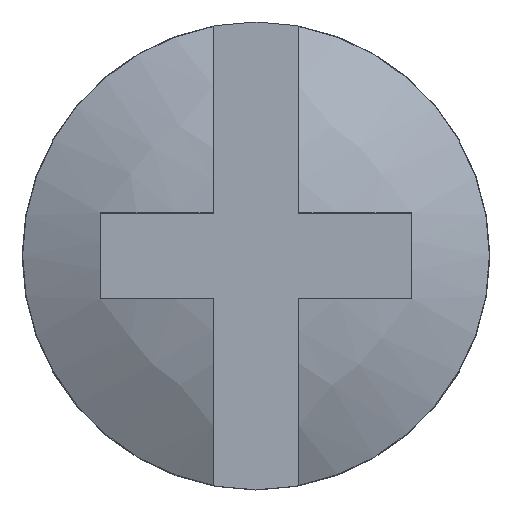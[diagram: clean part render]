
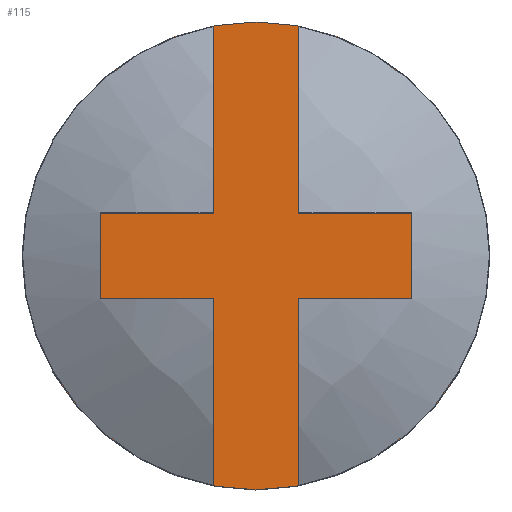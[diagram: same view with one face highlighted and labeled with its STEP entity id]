
A CAD part, top view. The second image highlights one B-rep face of the part: STEP entity #115.
In plain terms, the highlighted planar face has unit normal (0, 0, 1).
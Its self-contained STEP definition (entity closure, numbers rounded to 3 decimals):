
#35=LINE('',#528,#53);
#36=LINE('',#530,#54);
#37=LINE('',#532,#55);
#38=LINE('',#534,#56);
#39=LINE('',#536,#57);
#40=LINE('',#537,#58);
#41=LINE('',#539,#59);
#42=LINE('',#541,#60);
#43=LINE('',#543,#61);
#44=LINE('',#545,#62);
#53=VECTOR('',#436,1.);
#54=VECTOR('',#437,1.);
#55=VECTOR('',#438,1.);
#56=VECTOR('',#439,1.);
#57=VECTOR('',#440,1.);
#58=VECTOR('',#441,1.);
#59=VECTOR('',#442,1.);
#60=VECTOR('',#443,1.);
#61=VECTOR('',#444,1.);
#62=VECTOR('',#445,1.);
#75=PLANE('',#364);
#101=FACE_BOUND('',#157,.T.);
#102=FACE_BOUND('',#158,.T.);
#103=FACE_BOUND('',#159,.T.);
#115=ADVANCED_FACE('',(#101,#102,#103),#75,.T.);
#157=EDGE_LOOP('',(#197,#198,#199,#200,#201,#202));
#158=EDGE_LOOP('',(#203,#204,#205,#206,#207,#208));
#159=EDGE_LOOP('',(#209));
#197=ORIENTED_EDGE('',*,*,#291,.F.);
#198=ORIENTED_EDGE('',*,*,#296,.T.);
#199=ORIENTED_EDGE('',*,*,#297,.T.);
#200=ORIENTED_EDGE('',*,*,#298,.T.);
#201=ORIENTED_EDGE('',*,*,#299,.T.);
#202=ORIENTED_EDGE('',*,*,#300,.T.);
#203=ORIENTED_EDGE('',*,*,#277,.F.);
#204=ORIENTED_EDGE('',*,*,#301,.T.);
#205=ORIENTED_EDGE('',*,*,#302,.T.);
#206=ORIENTED_EDGE('',*,*,#303,.T.);
#207=ORIENTED_EDGE('',*,*,#304,.T.);
#208=ORIENTED_EDGE('',*,*,#305,.T.);
#209=ORIENTED_EDGE('',*,*,#283,.F.);
#248=VERTEX_POINT('',#480);
#250=VERTEX_POINT('',#483);
#255=VERTEX_POINT('',#495);
#262=VERTEX_POINT('',#516);
#264=VERTEX_POINT('',#519);
#268=VERTEX_POINT('',#529);
#269=VERTEX_POINT('',#531);
#270=VERTEX_POINT('',#533);
#271=VERTEX_POINT('',#535);
#272=VERTEX_POINT('',#538);
#273=VERTEX_POINT('',#540);
#274=VERTEX_POINT('',#542);
#275=VERTEX_POINT('',#544);
#277=EDGE_CURVE('',#248,#250,#315,.T.);
#283=EDGE_CURVE('',#255,#255,#321,.T.);
#291=EDGE_CURVE('',#262,#264,#329,.T.);
#296=EDGE_CURVE('',#262,#268,#35,.T.);
#297=EDGE_CURVE('',#268,#269,#36,.T.);
#298=EDGE_CURVE('',#269,#270,#37,.T.);
#299=EDGE_CURVE('',#270,#271,#38,.T.);
#300=EDGE_CURVE('',#271,#264,#39,.T.);
#301=EDGE_CURVE('',#248,#272,#40,.T.);
#302=EDGE_CURVE('',#272,#273,#41,.T.);
#303=EDGE_CURVE('',#273,#274,#42,.T.);
#304=EDGE_CURVE('',#274,#275,#43,.T.);
#305=EDGE_CURVE('',#275,#250,#44,.T.);
#315=CIRCLE('',#336,2.993);
#321=CIRCLE('',#343,3.);
#329=CIRCLE('',#358,2.993);
#336=AXIS2_PLACEMENT_3D('',#482,#380,#381);
#343=AXIS2_PLACEMENT_3D('',#494,#394,#395);
#358=AXIS2_PLACEMENT_3D('',#518,#424,#425);
#364=AXIS2_PLACEMENT_3D('',#546,#446,#447);
#380=DIRECTION('',(0.,0.,1.));
#381=DIRECTION('',(-1.,0.,0.));
#394=DIRECTION('',(0.,0.,-1.));
#395=DIRECTION('',(-1.,0.,0.));
#424=DIRECTION('',(0.,0.,1.));
#425=DIRECTION('',(-1.,0.,0.));
#436=DIRECTION('',(0.,-1.,0.));
#437=DIRECTION('',(-1.,0.,0.));
#438=DIRECTION('',(0.,-1.,0.));
#439=DIRECTION('',(1.,0.,0.));
#440=DIRECTION('',(0.,-1.,0.));
#441=DIRECTION('',(0.,1.,0.));
#442=DIRECTION('',(1.,0.,0.));
#443=DIRECTION('',(0.,1.,0.));
#444=DIRECTION('',(-1.,0.,0.));
#445=DIRECTION('',(0.,1.,0.));
#446=DIRECTION('',(0.,0.,1.));
#447=DIRECTION('',(1.,0.,0.));
#480=CARTESIAN_POINT('',(0.55,-2.942,29.851));
#482=CARTESIAN_POINT('',(0.,0.,29.851));
#483=CARTESIAN_POINT('',(0.55,2.942,29.851));
#494=CARTESIAN_POINT('',(0.,0.,29.851));
#495=CARTESIAN_POINT('',(-3.,0.,29.851));
#516=CARTESIAN_POINT('',(-0.55,2.942,29.851));
#518=CARTESIAN_POINT('',(0.,0.,29.851));
#519=CARTESIAN_POINT('',(-0.55,-2.942,29.851));
#528=CARTESIAN_POINT('',(-0.55,4.,29.851));
#529=CARTESIAN_POINT('',(-0.55,0.55,29.851));
#530=CARTESIAN_POINT('',(-0.55,0.55,29.851));
#531=CARTESIAN_POINT('',(-2.,0.55,29.851));
#532=CARTESIAN_POINT('',(-2.,0.55,29.851));
#533=CARTESIAN_POINT('',(-2.,-0.55,29.851));
#534=CARTESIAN_POINT('',(-2.,-0.55,29.851));
#535=CARTESIAN_POINT('',(-0.55,-0.55,29.851));
#536=CARTESIAN_POINT('',(-0.55,-0.55,29.851));
#537=CARTESIAN_POINT('',(0.55,-4.,29.851));
#538=CARTESIAN_POINT('',(0.55,-0.55,29.851));
#539=CARTESIAN_POINT('',(0.55,-0.55,29.851));
#540=CARTESIAN_POINT('',(2.,-0.55,29.851));
#541=CARTESIAN_POINT('',(2.,-0.55,29.851));
#542=CARTESIAN_POINT('',(2.,0.55,29.851));
#543=CARTESIAN_POINT('',(2.,0.55,29.851));
#544=CARTESIAN_POINT('',(0.55,0.55,29.851));
#545=CARTESIAN_POINT('',(0.55,0.55,29.851));
#546=CARTESIAN_POINT('',(2.993,0.,29.851));
